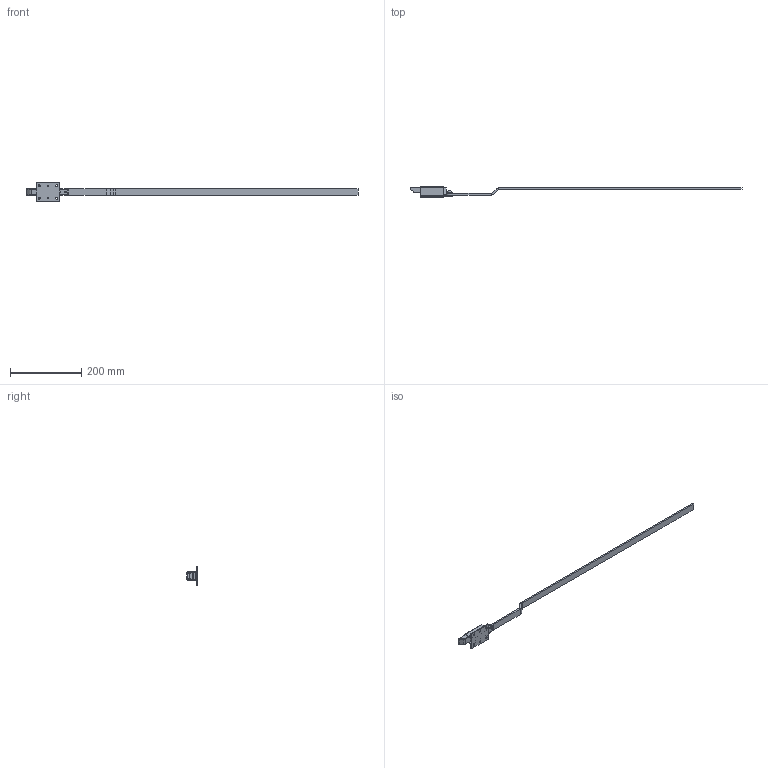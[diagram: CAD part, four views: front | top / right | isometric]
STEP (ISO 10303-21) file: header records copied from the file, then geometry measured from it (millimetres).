
FILE_DESCRIPTION(/* description */ (''),/* implementation_level */ '2;1');
FILE_NAME(/* name */ '5658-X82X.stp',/* time_stamp */ '2023-12-05T14:05:13-05:00',/* author */ ('dtinay'),/* organization */ ('Eberhard Manufacturing Company'),/* preprocessor_version */ 'ST-DEVELOPER v20',/* originating_system */ 'Autodesk Inventor 2024',/* authorisation */ '');
FILE_SCHEMA (('AUTOMOTIVE_DESIGN { 1 0 10303 214 3 1 1 }'));
Length unit declared in the file: inch
Products named in the file (9): 5658-X82X; 5658-1; 5658-50; 565699-5; 4-565694-4X; 5658-2X; 22x-254; 22X-254 Screw; 22X-253 Lock Washer
Assembly tree (8 placements, depth 3):
  5658-X82X
    5658-1
    5658-50
      565699-5
      4-565694-4X
    5658-2X
    22x-254
      22X-254 Screw
      22X-253 Lock Washer
Bounding box: 932.03 x 28.69 x 50.8 mm (x, y, z)
Volume: 121077.5 mm3; surface area: 72044.8 mm2
Topology: 6 solids, 6 shells, 227 faces, 580 edges, 367 vertices
Faces by surface type: cylinder 100, plane 86, bspline 19, torus 14, sphere 7, cone 1
Full cylindrical faces by diameter (mm): 5.055 x2, 5.944 x4, 6.35 x2, 6.756 x4, 8.331 x1
Entity records: 7775 total; most frequent: CARTESIAN_POINT 1840, DIRECTION 1256, ORIENTED_EDGE 1148, EDGE_CURVE 574, AXIS2_PLACEMENT_3D 481, VERTEX_POINT 367, LINE 294, VECTOR 294
